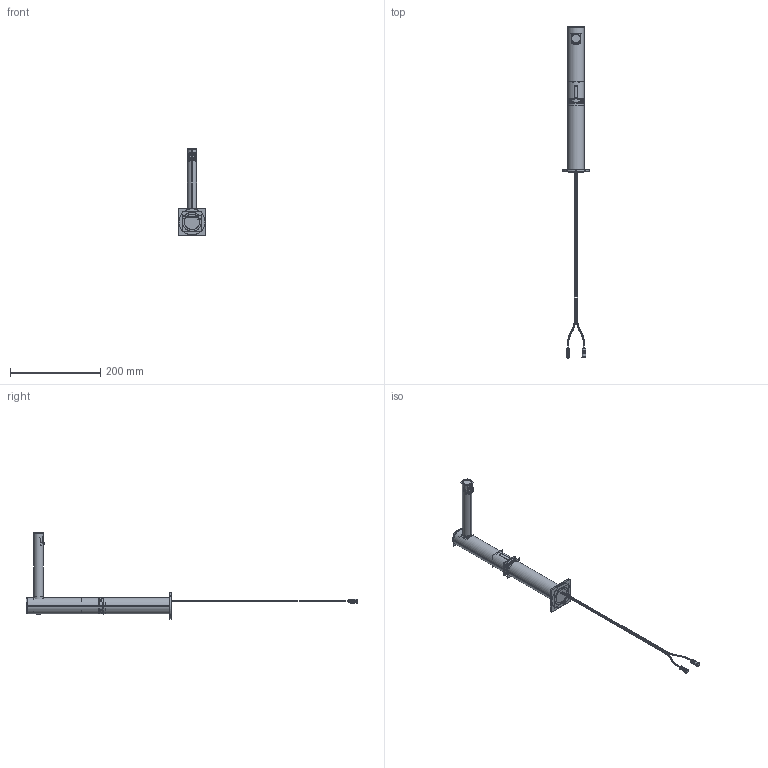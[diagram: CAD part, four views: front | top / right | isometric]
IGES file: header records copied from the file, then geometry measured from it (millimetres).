
Start section:  PTC IGES file: a47221_asm.igs
Global section: file name: a47221_asm.igs; native system: Creo Parametric by PTC Inc.; preprocessor: 2018300; author: enke.kirac; organization: Unknown; date: 20201209.103151; units: millimetre
Bounding box: 60.34 x 735.61 x 192.45 mm (x, y, z)
Surface area: 184899.1 mm2 (no closed solid volume)
Topology: 0 solids, 0 shells, 1028 faces, 13523 edges, 17759 vertices
Faces by surface type: revolution 630, bspline 398
